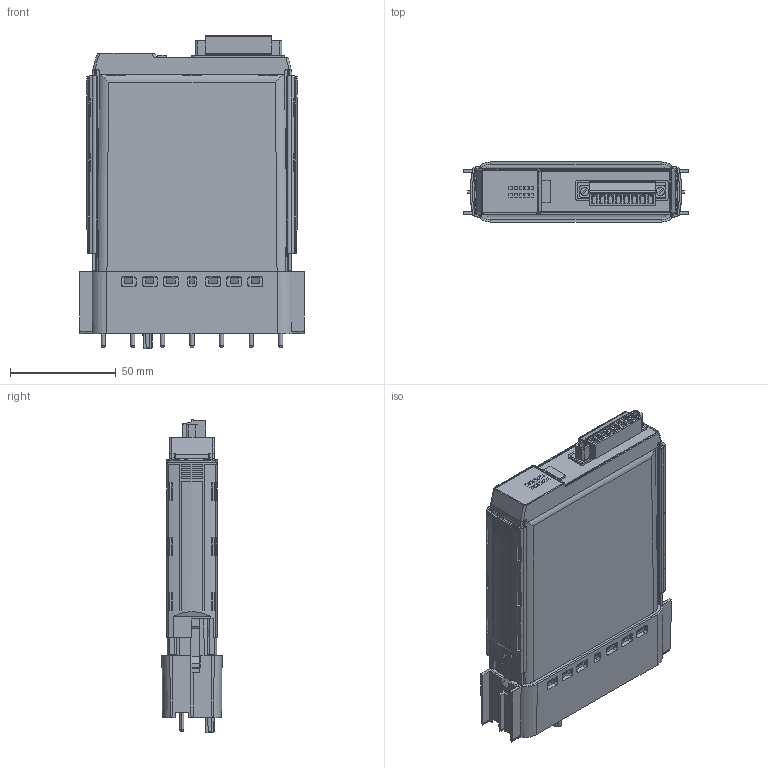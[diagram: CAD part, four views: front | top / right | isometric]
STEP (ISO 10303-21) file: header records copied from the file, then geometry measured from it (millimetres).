
FILE_DESCRIPTION((''),'2;1');
FILE_NAME('CAD-8525_SCHRUMPF_8ER_ASM','2022-09-26T12:03:34',('creinig-se'),(''),'CREO PARAMETRIC BY PTC INC, 2019292','CREO PARAMETRIC BY PTC INC, 2019292','');
FILE_SCHEMA(('CONFIG_CONTROL_DESIGN','SHAPE_APPEARANCE_LAYERS_GROUPS'));
Products named in the file (3): CAD-8525_SCHRUMPF_CAD2150; CAD-1827761_8PIN; CAD-8525_SCHRUMPF_8ER_ASM
Assembly tree (2 placements, depth 2):
  CAD-8525_SCHRUMPF_8ER_ASM
    CAD-8525_SCHRUMPF_CAD2150
    CAD-1827761_8PIN
Bounding box: 106.62 x 28.5 x 148.31 mm (x, y, z)
Volume: 281030.2 mm3; surface area: 64670.5 mm2
Topology: 2 solids, 2 shells, 2248 faces, 6500 edges, 4256 vertices
Faces by surface type: plane 1436, cylinder 532, cone 136, torus 74, bspline 34, sphere 32, extrusion 4
Entity records: 92616 total; most frequent: CARTESIAN_POINT 20965, ORIENTED_EDGE 12936, DIRECTION 10308, EDGE_CURVE 6468, VERTEX_POINT 4256, VECTOR 4086, LINE 4082, AXIS2_PLACEMENT_3D 3111
